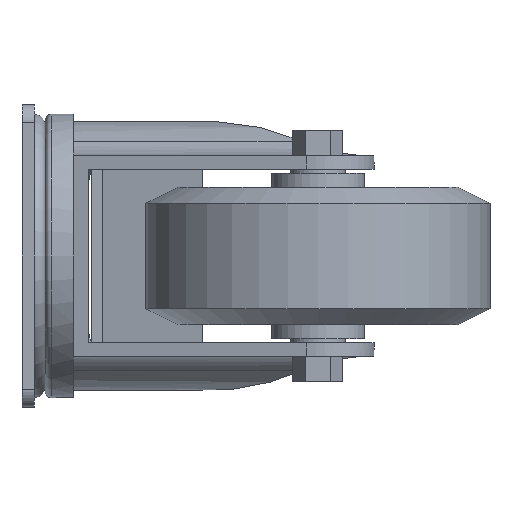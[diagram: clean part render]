
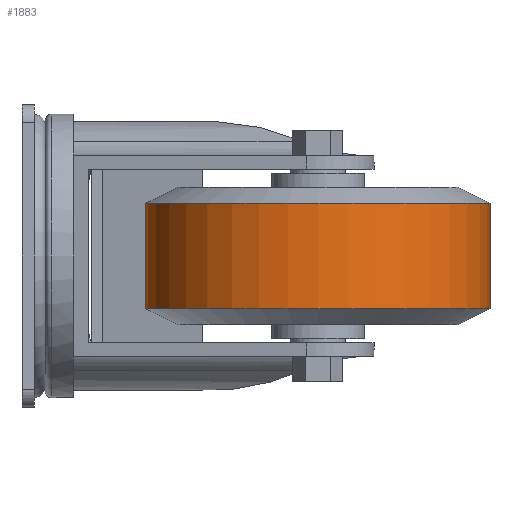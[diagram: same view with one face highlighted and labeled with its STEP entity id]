
A CAD part, left-side view. The second image highlights one B-rep face of the part: STEP entity #1883.
In plain terms, the highlighted cylindrical face has radius 62.5 mm (diameter 125 mm), a full revolution.
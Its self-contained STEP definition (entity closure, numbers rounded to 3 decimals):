
#944=ORIENTED_EDGE('',*,*,#1212,.T.);
#945=ORIENTED_EDGE('',*,*,#1211,.F.);
#1211=EDGE_CURVE('',#1391,#1391,#1469,.T.);
#1212=EDGE_CURVE('',#1392,#1392,#1470,.T.);
#1391=VERTEX_POINT('',#3199);
#1392=VERTEX_POINT('',#3202);
#1469=CIRCLE('',#2079,62.5);
#1470=CIRCLE('',#2081,62.5);
#1600=EDGE_LOOP('',(#944));
#1601=EDGE_LOOP('',(#945));
#1738=FACE_BOUND('',#1600,.T.);
#1739=FACE_BOUND('',#1601,.T.);
#1784=CYLINDRICAL_SURFACE('',#2080,62.5);
#1883=ADVANCED_FACE('',(#1738,#1739),#1784,.T.);
#2079=AXIS2_PLACEMENT_3D('',#3198,#2613,#2614);
#2080=AXIS2_PLACEMENT_3D('',#3200,#2615,#2616);
#2081=AXIS2_PLACEMENT_3D('',#3201,#2617,#2618);
#2613=DIRECTION('',(0.,0.,-1.));
#2614=DIRECTION('',(-1.,0.,0.));
#2615=DIRECTION('',(0.,0.,-1.));
#2616=DIRECTION('',(-1.,0.,0.));
#2617=DIRECTION('',(0.,0.,-1.));
#2618=DIRECTION('',(-1.,0.,0.));
#3198=CARTESIAN_POINT('',(0.,0.,-19.08));
#3199=CARTESIAN_POINT('',(-62.5,0.,-19.08));
#3200=CARTESIAN_POINT('',(0.,0.,0.));
#3201=CARTESIAN_POINT('',(0.,0.,19.08));
#3202=CARTESIAN_POINT('',(-62.5,0.,19.08));
